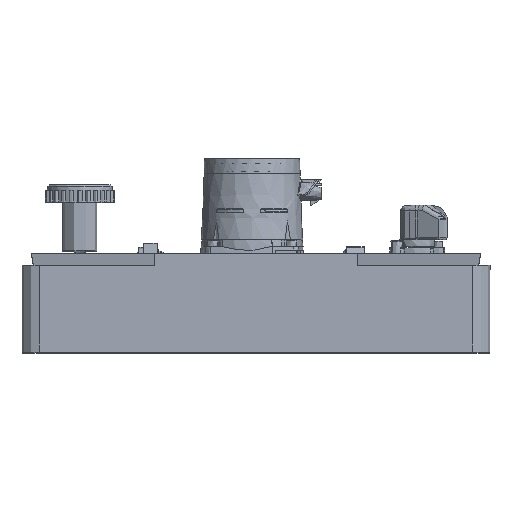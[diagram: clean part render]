
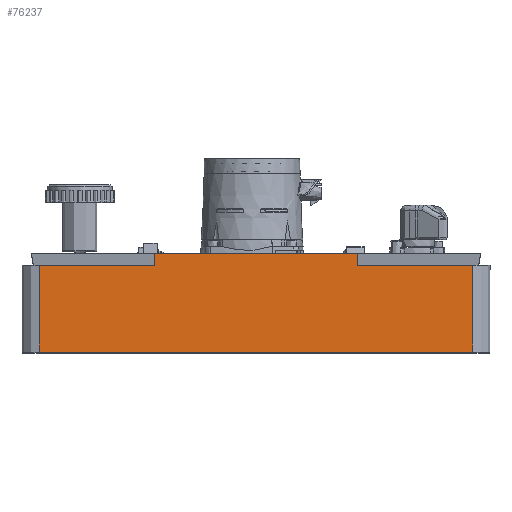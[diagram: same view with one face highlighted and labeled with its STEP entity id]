
A CAD part, left-side view. The second image highlights one B-rep face of the part: STEP entity #76237.
In plain terms, the highlighted planar face has unit normal (-1, 0, 0.005).
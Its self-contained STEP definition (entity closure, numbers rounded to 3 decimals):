
#2743=LINE('',#104588,#10194);
#2744=LINE('',#104591,#10195);
#2745=LINE('',#104593,#10196);
#2746=LINE('',#104595,#10197);
#2747=LINE('',#104597,#10198);
#2748=LINE('',#104599,#10199);
#2749=LINE('',#104601,#10200);
#2750=LINE('',#104602,#10201);
#10194=VECTOR('',#86067,7.5);
#10195=VECTOR('',#86070,10.);
#10196=VECTOR('',#86071,37.5);
#10197=VECTOR('',#86072,7.5);
#10198=VECTOR('',#86073,10.);
#10199=VECTOR('',#86074,1.);
#10200=VECTOR('',#86075,17.5);
#10201=VECTOR('',#86076,1.);
#21871=FACE_OUTER_BOUND('',#26056,.T.);
#26056=EDGE_LOOP('',(#51284,#51285,#51286,#51287,#51288,#51289,#51290,#51291));
#32482=VERTEX_POINT('',#104584);
#32483=VERTEX_POINT('',#104586);
#32484=VERTEX_POINT('',#104590);
#32485=VERTEX_POINT('',#104592);
#32486=VERTEX_POINT('',#104594);
#32487=VERTEX_POINT('',#104596);
#32488=VERTEX_POINT('',#104598);
#32489=VERTEX_POINT('',#104600);
#39941=EDGE_CURVE('',#32483,#32482,#2743,.T.);
#39942=EDGE_CURVE('',#32484,#32482,#2744,.T.);
#39943=EDGE_CURVE('',#32485,#32483,#2745,.T.);
#39944=EDGE_CURVE('',#32485,#32486,#2746,.T.);
#39945=EDGE_CURVE('',#32486,#32487,#2747,.T.);
#39946=EDGE_CURVE('',#32487,#32488,#2748,.T.);
#39947=EDGE_CURVE('',#32488,#32489,#2749,.T.);
#39948=EDGE_CURVE('',#32489,#32484,#2750,.T.);
#51284=ORIENTED_EDGE('',*,*,#39942,.T.);
#51285=ORIENTED_EDGE('',*,*,#39941,.F.);
#51286=ORIENTED_EDGE('',*,*,#39943,.F.);
#51287=ORIENTED_EDGE('',*,*,#39944,.T.);
#51288=ORIENTED_EDGE('',*,*,#39945,.T.);
#51289=ORIENTED_EDGE('',*,*,#39946,.T.);
#51290=ORIENTED_EDGE('',*,*,#39947,.T.);
#51291=ORIENTED_EDGE('',*,*,#39948,.T.);
#73784=PLANE('',#80442);
#76237=ADVANCED_FACE('',(#21871),#73784,.T.);
#80442=AXIS2_PLACEMENT_3D('',#104589,#86068,#86069);
#86067=DIRECTION('',(0.005,0.,1.));
#86068=DIRECTION('center_axis',(-1.,0.,
0.005));
#86069=DIRECTION('ref_axis',(0.005,0.,1.));
#86070=DIRECTION('',(0.,1.,0.));
#86071=DIRECTION('',(0.,1.,0.));
#86072=DIRECTION('',(0.005,0.,1.));
#86073=DIRECTION('',(0.,1.,0.));
#86074=DIRECTION('',(0.005,0.,1.));
#86075=DIRECTION('',(0.,1.,0.));
#86076=DIRECTION('',(-0.005,0.,-1.));
#104584=CARTESIAN_POINT('',(-6.605,32.852,41.37));
#104586=CARTESIAN_POINT('',(-6.64,32.852,33.87));
#104588=CARTESIAN_POINT('',(-6.64,32.852,33.87));
#104589=CARTESIAN_POINT('Origin',(-6.64,-4.648,33.87));
#104590=CARTESIAN_POINT('',(-6.605,22.852,41.37));
#104591=CARTESIAN_POINT('',(-6.605,14.852,41.37));
#104592=CARTESIAN_POINT('',(-6.64,-4.648,33.87));
#104593=CARTESIAN_POINT('',(-6.64,-4.648,33.87));
#104594=CARTESIAN_POINT('',(-6.605,-4.648,41.37));
#104595=CARTESIAN_POINT('',(-6.64,-4.648,33.87));
#104596=CARTESIAN_POINT('',(-6.605,5.352,41.37));
#104597=CARTESIAN_POINT('',(-6.605,-5.398,41.37));
#104598=CARTESIAN_POINT('',(-6.601,5.352,42.37));
#104599=CARTESIAN_POINT('',(-6.621,5.352,37.86));
#104600=CARTESIAN_POINT('',(-6.601,22.852,42.37));
#104601=CARTESIAN_POINT('',(-6.601,-4.648,42.37));
#104602=CARTESIAN_POINT('',(-6.621,22.852,37.86));
